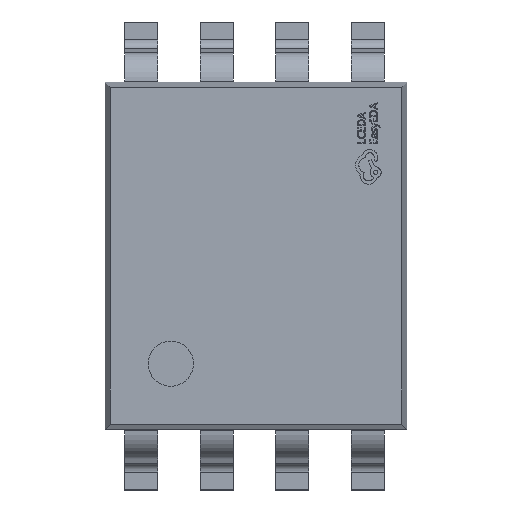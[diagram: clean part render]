
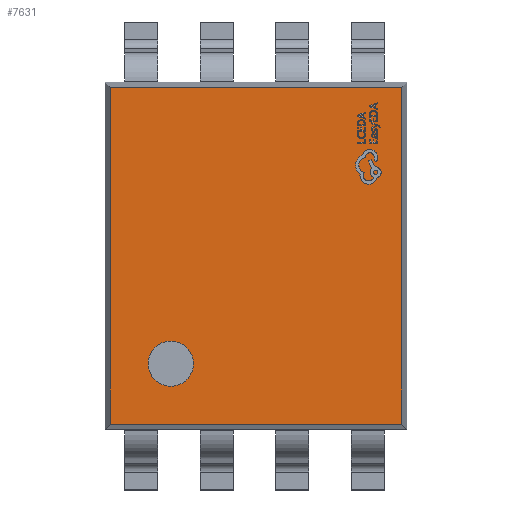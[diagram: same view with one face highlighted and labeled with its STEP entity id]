
A CAD part, top view. The second image highlights one B-rep face of the part: STEP entity #7631.
In plain terms, the highlighted planar face has unit normal (0, 0, 1).
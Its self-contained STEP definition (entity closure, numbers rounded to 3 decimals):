
#12 = CARTESIAN_POINT ( 'NONE',  ( -0.965, 1.115, 0.275 ) ) ;
#205 = VERTEX_POINT ( 'NONE', #1754 ) ;
#246 = CARTESIAN_POINT ( 'NONE',  ( 0., -1.115, 0.275 ) ) ;
#334 = CARTESIAN_POINT ( 'NONE',  ( -0.965, -1.115, 0.275 ) ) ;
#337 = CARTESIAN_POINT ( 'NONE',  ( -0.565, -0.715, 0.275 ) ) ;
#387 = AXIS2_PLACEMENT_3D ( 'NONE', #337, #6330, #11016 ) ;
#422 = CARTESIAN_POINT ( 'NONE',  ( 0.965, 1.115, 0.275 ) ) ;
#562 = ORIENTED_EDGE ( 'NONE', *, *, #9522, .F. ) ;
#859 = CIRCLE ( 'NONE', #1793, 0.15 ) ;
#1392 = DIRECTION ( 'NONE',  ( -1., 0., 0. ) ) ;
#1754 = CARTESIAN_POINT ( 'NONE',  ( -0.415, -0.715, 0.275 ) ) ;
#1793 = AXIS2_PLACEMENT_3D ( 'NONE', #10829, #2113, #5037 ) ;
#2113 = DIRECTION ( 'NONE',  ( 0., 0., 1. ) ) ;
#2357 = CARTESIAN_POINT ( 'NONE',  ( 0., 1.115, 0.275 ) ) ;
#2470 = VERTEX_POINT ( 'NONE', #7587 ) ;
#2576 = LINE ( 'NONE', #3846, #12939 ) ;
#3846 = CARTESIAN_POINT ( 'NONE',  ( -0.965, 0., 0.275 ) ) ;
#4256 = EDGE_CURVE ( 'NONE', #5218, #15021, #9591, .T. ) ;
#5037 = DIRECTION ( 'NONE',  ( 1., 0., 0. ) ) ;
#5084 = LINE ( 'NONE', #2357, #17039 ) ;
#5218 = VERTEX_POINT ( 'NONE', #6124 ) ;
#5604 = FACE_BOUND ( 'NONE', #13680, .T. ) ;
#5797 = DIRECTION ( 'NONE',  ( 0., 0., -1. ) ) ;
#5962 = ORIENTED_EDGE ( 'NONE', *, *, #10615, .F. ) ;
#6124 = CARTESIAN_POINT ( 'NONE',  ( 0.965, -1.115, 0.275 ) ) ;
#6330 = DIRECTION ( 'NONE',  ( 0., 0., 1. ) ) ;
#6503 = VECTOR ( 'NONE', #14958, 1000. ) ;
#6586 = DIRECTION ( 'NONE',  ( 1., 0., 0. ) ) ;
#7587 = CARTESIAN_POINT ( 'NONE',  ( -0.715, -0.715, 0.275 ) ) ;
#7631 = ADVANCED_FACE ( 'NONE', ( #5604, #13364 ), #14914, .F. ) ;
#8503 = DIRECTION ( 'NONE',  ( 0., 1., 0. ) ) ;
#9014 = CARTESIAN_POINT ( 'NONE',  ( 0.965, 0., 0.275 ) ) ;
#9522 = EDGE_CURVE ( 'NONE', #16033, #12767, #5084, .T. ) ;
#9591 = LINE ( 'NONE', #246, #10561 ) ;
#10559 = EDGE_CURVE ( 'NONE', #12767, #5218, #15247, .T. ) ;
#10561 = VECTOR ( 'NONE', #12225, 1000. ) ;
#10615 = EDGE_CURVE ( 'NONE', #205, #2470, #859, .T. ) ;
#10697 = ORIENTED_EDGE ( 'NONE', *, *, #10559, .F. ) ;
#10829 = CARTESIAN_POINT ( 'NONE',  ( -0.565, -0.715, 0.275 ) ) ;
#11016 = DIRECTION ( 'NONE',  ( 1., 0., 0. ) ) ;
#12225 = DIRECTION ( 'NONE',  ( -1., 0., 0. ) ) ;
#12767 = VERTEX_POINT ( 'NONE', #422 ) ;
#12926 = CIRCLE ( 'NONE', #387, 0.15 ) ;
#12939 = VECTOR ( 'NONE', #8503, 1000. ) ;
#13364 = FACE_OUTER_BOUND ( 'NONE', #14655, .T. ) ;
#13680 = EDGE_LOOP ( 'NONE', ( #5962, #16568 ) ) ;
#13733 = AXIS2_PLACEMENT_3D ( 'NONE', #19452, #5797, #1392 ) ;
#14361 = ORIENTED_EDGE ( 'NONE', *, *, #4256, .F. ) ;
#14655 = EDGE_LOOP ( 'NONE', ( #18327, #14361, #10697, #562 ) ) ;
#14914 = PLANE ( 'NONE',  #13733 ) ;
#14958 = DIRECTION ( 'NONE',  ( 0., -1., 0. ) ) ;
#15021 = VERTEX_POINT ( 'NONE', #334 ) ;
#15247 = LINE ( 'NONE', #9014, #6503 ) ;
#16033 = VERTEX_POINT ( 'NONE', #12 ) ;
#16568 = ORIENTED_EDGE ( 'NONE', *, *, #18543, .F. ) ;
#17039 = VECTOR ( 'NONE', #6586, 1000. ) ;
#18327 = ORIENTED_EDGE ( 'NONE', *, *, #19383, .F. ) ;
#18543 = EDGE_CURVE ( 'NONE', #2470, #205, #12926, .T. ) ;
#19383 = EDGE_CURVE ( 'NONE', #15021, #16033, #2576, .T. ) ;
#19452 = CARTESIAN_POINT ( 'NONE',  ( 0., 0., 0.275 ) ) ;
